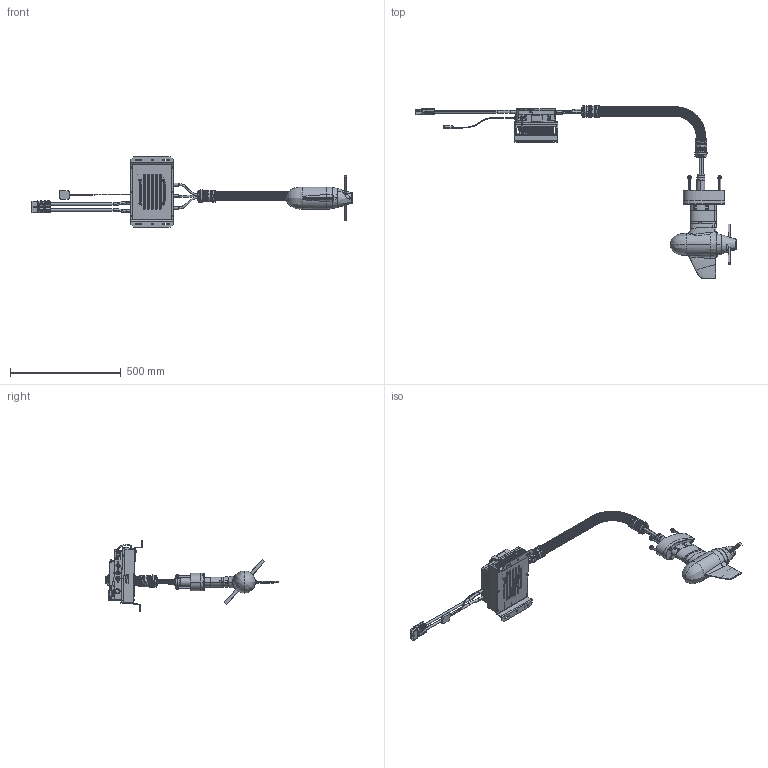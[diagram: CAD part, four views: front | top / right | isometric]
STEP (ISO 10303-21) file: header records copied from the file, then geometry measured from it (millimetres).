
FILE_DESCRIPTION (( 'STEP AP214' ), '1' );
FILE_NAME ('POD3.0 Evo整机总装配-市场部（外部面）.STEP', '2022-12-09T05:23:06', ( '' ), ( '' ), 'SwSTEP 2.0', 'SolidWorks 2016', '' );
FILE_SCHEMA (( 'AUTOMOTIVE_DESIGN' ));
Length unit declared in the file: millimetre
Products named in the file (1): POD3.0 Evo整机总装配-市场部（外部面）
Bounding box: 1449.22 x 781.71 x 319.96 mm (x, y, z)
Surface area: 1151306.7 mm2 (no closed solid volume)
Topology: 0 solids, 158 shells, 2252 faces, 8095 edges, 6025 vertices
Faces by surface type: plane 953, cylinder 887, bspline 199, torus 133, cone 69, sphere 11
Entity records: 147855 total; most frequent: CARTESIAN_POINT 55975, DIRECTION 13657, ORIENTED_EDGE 12574, EDGE_CURVE 8085, VERTEX_POINT 6025, AXIS2_PLACEMENT_3D 4888, LINE 3881, VECTOR 3881
